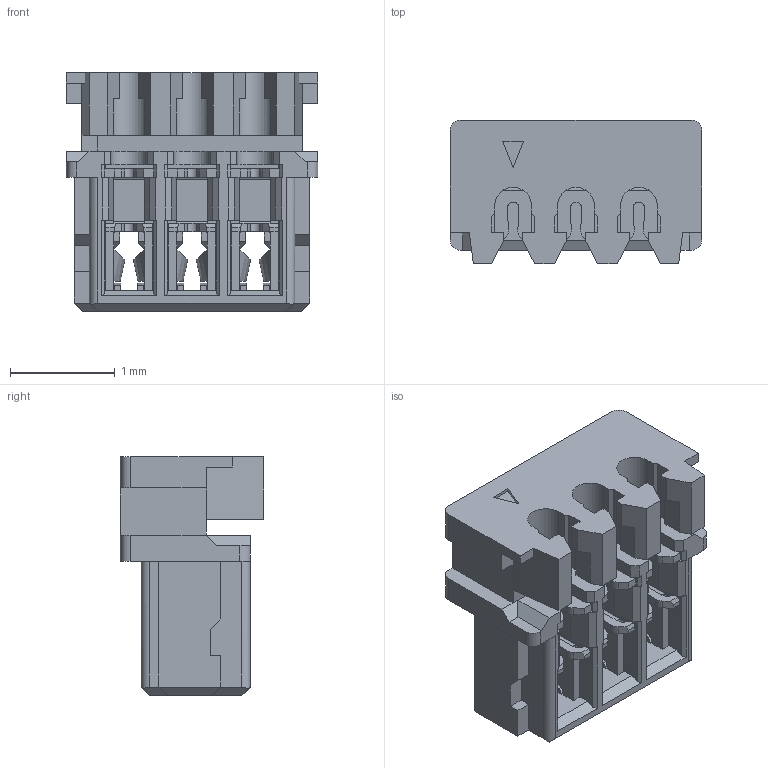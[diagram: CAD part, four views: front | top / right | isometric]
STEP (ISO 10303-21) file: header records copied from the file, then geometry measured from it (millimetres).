
FILE_DESCRIPTION(('CoCreate Modeling STEP Export'),'2;1');
FILE_NAME('WB0611H-03.stp','2021-09-09T11:35:49',(''),(''),'CoCreate Modeling STEP processor for AP214 (Solid Model)','CoCreate Modeling 16.00 13-May-2008 (C) Parametric Technology GmbH','');
FILE_SCHEMA(('AUTOMOTIVE_DESIGN { 1 0 10303 214 1 1 1 1 }'));
Length unit declared in the file: millimetre
Products named in the file (2): WB0611H-03XXXX
Assembly tree (1 placements, depth 2):
  WB0611H-03XXXX
    WB0611H-03XXXX
Bounding box: 2.4 x 1.37 x 2.28 mm (x, y, z)
Volume: 3.8 mm3; surface area: 40.2 mm2
Topology: 1 solids, 1 shells, 567 faces, 1628 edges, 1047 vertices
Faces by surface type: plane 443, cylinder 100, bspline 24
Entity records: 18113 total; most frequent: CARTESIAN_POINT 3400, ORIENTED_EDGE 3256, DIRECTION 2752, EDGE_CURVE 1628, VECTOR 1354, LINE 1354, VERTEX_POINT 1047, AXIS2_PLACEMENT_3D 699
